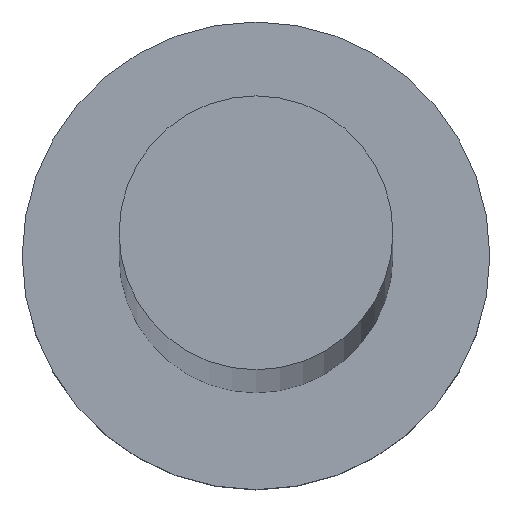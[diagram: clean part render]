
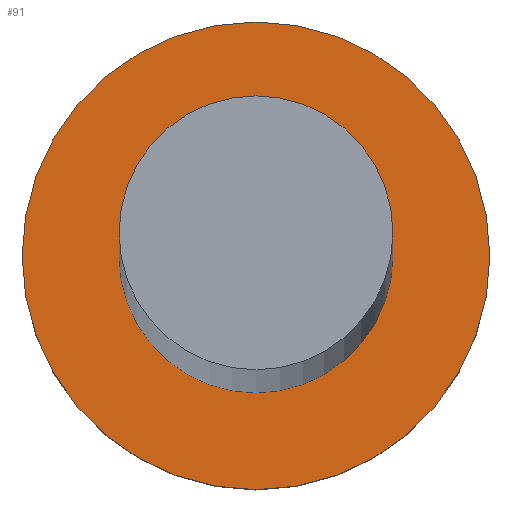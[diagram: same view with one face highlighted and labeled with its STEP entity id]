
A CAD part, top view. The second image highlights one B-rep face of the part: STEP entity #91.
In plain terms, the highlighted planar face has unit normal (0, 0, 1).
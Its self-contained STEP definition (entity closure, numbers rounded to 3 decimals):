
#7 = AXIS2_PLACEMENT_3D ( 'NONE', #21, #96, #159 ) ;
#19 = VERTEX_POINT ( 'NONE', #26 ) ;
#20 = CIRCLE ( 'NONE', #129, 7. ) ;
#21 = CARTESIAN_POINT ( 'NONE',  ( 0., 0., 5. ) ) ;
#22 = EDGE_LOOP ( 'NONE', ( #87, #38 ) ) ;
#26 = CARTESIAN_POINT ( 'NONE',  ( 4.1, 0., 5. ) ) ;
#38 = ORIENTED_EDGE ( 'NONE', *, *, #196, .T. ) ;
#39 = FACE_BOUND ( 'NONE', #44, .T. ) ;
#44 = EDGE_LOOP ( 'NONE', ( #59, #201 ) ) ;
#46 = DIRECTION ( 'NONE',  ( 1., 0., 0. ) ) ;
#49 = CARTESIAN_POINT ( 'NONE',  ( 0., 0., 5. ) ) ;
#59 = ORIENTED_EDGE ( 'NONE', *, *, #133, .F. ) ;
#63 = DIRECTION ( 'NONE',  ( 1., 0., 0. ) ) ;
#70 = AXIS2_PLACEMENT_3D ( 'NONE', #237, #211, #63 ) ;
#82 = AXIS2_PLACEMENT_3D ( 'NONE', #132, #100, #137 ) ;
#85 = EDGE_CURVE ( 'NONE', #19, #108, #202, .T. ) ;
#87 = ORIENTED_EDGE ( 'NONE', *, *, #180, .T. ) ;
#91 = ADVANCED_FACE ( 'NONE', ( #39, #134 ), #203, .T. ) ;
#96 = DIRECTION ( 'NONE',  ( 0., 0., 1. ) ) ;
#100 = DIRECTION ( 'NONE',  ( 0., 0., 1. ) ) ;
#105 = DIRECTION ( 'NONE',  ( 1., 0., 0. ) ) ;
#108 = VERTEX_POINT ( 'NONE', #158 ) ;
#123 = DIRECTION ( 'NONE',  ( 0., 0., 1. ) ) ;
#129 = AXIS2_PLACEMENT_3D ( 'NONE', #209, #123, #46 ) ;
#132 = CARTESIAN_POINT ( 'NONE',  ( 0., 0., 5. ) ) ;
#133 = EDGE_CURVE ( 'NONE', #108, #19, #160, .T. ) ;
#134 = FACE_OUTER_BOUND ( 'NONE', #22, .T. ) ;
#137 = DIRECTION ( 'NONE',  ( 1., 0., 0. ) ) ;
#158 = CARTESIAN_POINT ( 'NONE',  ( -4.1, 0., 5. ) ) ;
#159 = DIRECTION ( 'NONE',  ( 1., 0., 0. ) ) ;
#160 = CIRCLE ( 'NONE', #70, 4.1 ) ;
#162 = DIRECTION ( 'NONE',  ( 0., 0., 1. ) ) ;
#167 = CIRCLE ( 'NONE', #172, 7. ) ;
#172 = AXIS2_PLACEMENT_3D ( 'NONE', #49, #162, #105 ) ;
#180 = EDGE_CURVE ( 'NONE', #232, #213, #167, .T. ) ;
#196 = EDGE_CURVE ( 'NONE', #213, #232, #20, .T. ) ;
#201 = ORIENTED_EDGE ( 'NONE', *, *, #85, .F. ) ;
#202 = CIRCLE ( 'NONE', #82, 4.1 ) ;
#203 = PLANE ( 'NONE',  #7 ) ;
#209 = CARTESIAN_POINT ( 'NONE',  ( 0., 0., 5. ) ) ;
#211 = DIRECTION ( 'NONE',  ( 0., 0., 1. ) ) ;
#213 = VERTEX_POINT ( 'NONE', #225 ) ;
#225 = CARTESIAN_POINT ( 'NONE',  ( 7., 0., 5. ) ) ;
#232 = VERTEX_POINT ( 'NONE', #242 ) ;
#237 = CARTESIAN_POINT ( 'NONE',  ( 0., 0., 5. ) ) ;
#242 = CARTESIAN_POINT ( 'NONE',  ( -7., 0., 5. ) ) ;
